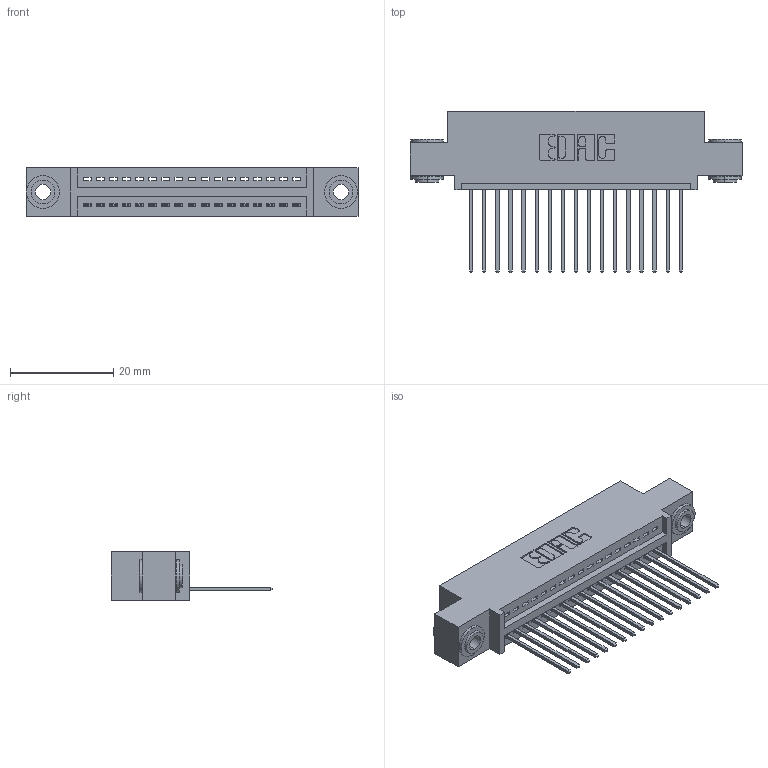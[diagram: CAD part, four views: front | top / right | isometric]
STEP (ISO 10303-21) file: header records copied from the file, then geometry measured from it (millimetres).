
FILE_DESCRIPTION (( 'STEP AP203' ), '1' );
FILE_NAME ('395-017-542-403.STEP', '2019-10-17T14:47:21', ( '' ), ( '' ), 'SwSTEP 2.0', 'SolidWorks 2016', '' );
FILE_SCHEMA (( 'CONFIG_CONTROL_DESIGN' ));
Length unit declared in the file: inch
Products named in the file (4): 345 Part_0.110 Offset - 0.156 Dia-TH; 395-017-542-403; 345-292-001_345-293-142; 345-250-002_345-250-002-102
Assembly tree (20 placements, depth 2):
  395-017-542-403
    345 Part_0.110 Offset - 0.156 Dia-TH
    345-292-001_345-293-142  x17
    345-250-002_345-250-002-102  x2
Bounding box: 64.39 x 31.29 x 9.4 mm (x, y, z)
Volume: 5894.8 mm3; surface area: 8029.4 mm2
Topology: 20 solids, 20 shells, 1154 faces, 3421 edges, 2254 vertices
Faces by surface type: plane 774, cylinder 372, cone 8
Entity records: 16960 total; most frequent: CARTESIAN_POINT 2918, ORIENTED_EDGE 2862, DIRECTION 2615, EDGE_CURVE 1431, LINE 1207, VECTOR 1207, VERTEX_POINT 950, AXIS2_PLACEMENT_3D 704
